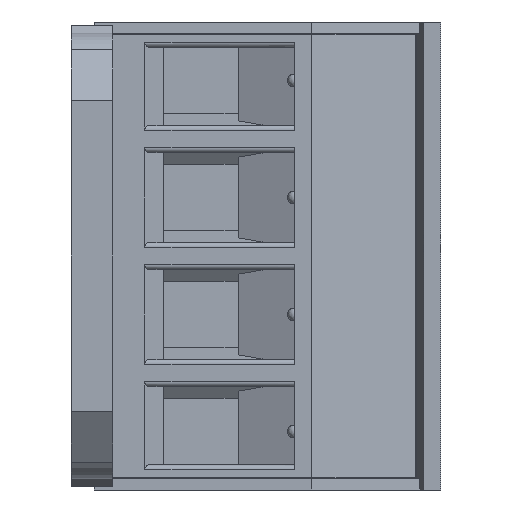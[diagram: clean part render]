
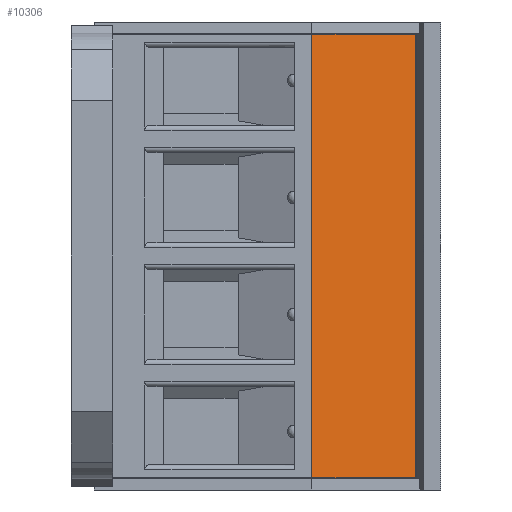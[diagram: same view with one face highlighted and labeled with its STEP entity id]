
A CAD part, front view. The second image highlights one B-rep face of the part: STEP entity #10306.
In plain terms, the highlighted planar face has unit normal (0.174, -0.985, 0).
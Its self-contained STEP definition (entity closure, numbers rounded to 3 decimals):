
#867=DIRECTION('',(0.,0.,1.));
#868=VECTOR('',#867,19.24);
#869=CARTESIAN_POINT('',(10.05,1.093,0.54));
#870=LINE('',#869,#868);
#915=DIRECTION('',(0.,0.,1.));
#916=VECTOR('',#915,19.24);
#917=CARTESIAN_POINT('',(5.55,0.3,0.54));
#918=LINE('',#917,#916);
#3536=DIRECTION('',(0.985,0.174,0.));
#3537=VECTOR('',#3536,4.569);
#3538=CARTESIAN_POINT('',(5.55,0.3,0.54));
#3539=LINE('',#3538,#3537);
#3722=DIRECTION('',(-0.985,-0.174,0.));
#3723=VECTOR('',#3722,4.569);
#3724=CARTESIAN_POINT('',(10.05,1.093,19.78));
#3725=LINE('',#3724,#3723);
#7853=CARTESIAN_POINT('',(10.05,1.093,0.54));
#7854=CARTESIAN_POINT('',(10.05,1.093,19.78));
#7855=VERTEX_POINT('',#7853);
#7856=VERTEX_POINT('',#7854);
#7873=CARTESIAN_POINT('',(5.55,0.3,0.54));
#7874=CARTESIAN_POINT('',(5.55,0.3,19.78));
#7875=VERTEX_POINT('',#7873);
#7876=VERTEX_POINT('',#7874);
#10292=CARTESIAN_POINT('',(10.05,1.093,20.32));
#10293=DIRECTION('',(0.174,-0.985,0.));
#10294=DIRECTION('',(-0.985,-0.174,0.));
#10295=AXIS2_PLACEMENT_3D('',#10292,#10293,#10294);
#10296=PLANE('',#10295);
#10298=ORIENTED_EDGE('',*,*,#10297,.T.);
#10300=ORIENTED_EDGE('',*,*,#10299,.F.);
#10301=ORIENTED_EDGE('',*,*,#10254,.F.);
#10303=ORIENTED_EDGE('',*,*,#10302,.F.);
#10304=EDGE_LOOP('',(#10298,#10300,#10301,#10303));
#10305=FACE_OUTER_BOUND('',#10304,.F.);
#10306=ADVANCED_FACE('',(#10305),#10296,.T.);
#10254=EDGE_CURVE('',#7855,#7856,#870,.T.);
#10297=EDGE_CURVE('',#7875,#7876,#918,.T.);
#10299=EDGE_CURVE('',#7856,#7876,#3725,.T.);
#10302=EDGE_CURVE('',#7875,#7855,#3539,.T.);
